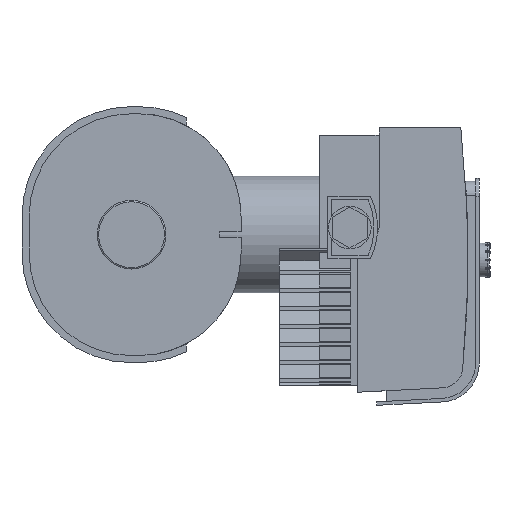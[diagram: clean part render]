
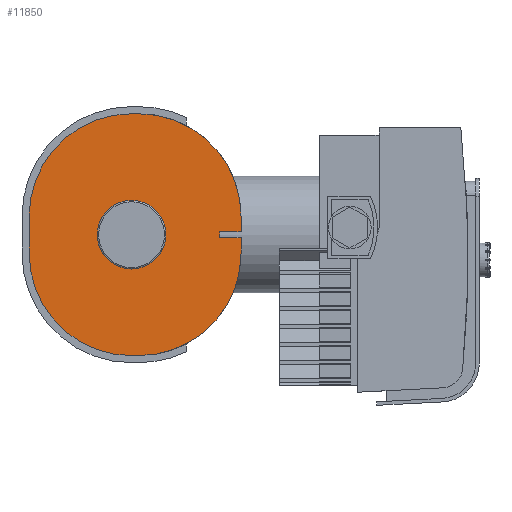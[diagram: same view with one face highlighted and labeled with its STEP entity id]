
A CAD part, left-side view. The second image highlights one B-rep face of the part: STEP entity #11850.
In plain terms, the highlighted planar face has unit normal (-1, 0, 0).
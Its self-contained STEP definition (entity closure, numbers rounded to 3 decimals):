
#526=PLANE('',#12974);
#1162=FACE_OUTER_BOUND('',#1851,.T.);
#1851=EDGE_LOOP('',(#10567,#10568,#10569,#10570,#10571,#10572,#10573,#10574,
#10575,#10576,#10577,#10578));
#3008=LINE('',#19572,#4184);
#3010=LINE('',#19576,#4186);
#3012=LINE('',#19581,#4188);
#3018=LINE('',#19592,#4194);
#3022=LINE('',#19598,#4198);
#3055=LINE('',#19699,#4231);
#3060=LINE('',#19711,#4236);
#3065=LINE('',#19723,#4241);
#4184=VECTOR('',#15932,10.);
#4186=VECTOR('',#15936,10.);
#4188=VECTOR('',#15940,10.);
#4194=VECTOR('',#15950,10.);
#4198=VECTOR('',#15956,10.);
#4231=VECTOR('',#16053,10.);
#4236=VECTOR('',#16068,10.);
#4241=VECTOR('',#16083,10.);
#4799=CIRCLE('',#12919,72.);
#4820=CIRCLE('',#12963,72.);
#4821=CIRCLE('',#12968,72.);
#4822=CIRCLE('',#12973,72.);
#5718=VERTEX_POINT('',#19552);
#5719=VERTEX_POINT('',#19554);
#5726=VERTEX_POINT('',#19570);
#5727=VERTEX_POINT('',#19574);
#5728=VERTEX_POINT('',#19578);
#5729=VERTEX_POINT('',#19580);
#5732=VERTEX_POINT('',#19590);
#5769=VERTEX_POINT('',#19698);
#5770=VERTEX_POINT('',#19704);
#5771=VERTEX_POINT('',#19710);
#5772=VERTEX_POINT('',#19716);
#5773=VERTEX_POINT('',#19722);
#7320=EDGE_CURVE('',#5718,#5719,#4799,.T.);
#7329=EDGE_CURVE('',#5726,#5718,#3008,.T.);
#7331=EDGE_CURVE('',#5726,#5727,#3010,.T.);
#7333=EDGE_CURVE('',#5729,#5728,#3012,.T.);
#7339=EDGE_CURVE('',#5732,#5728,#3018,.T.);
#7343=EDGE_CURVE('',#5727,#5729,#3022,.T.);
#7393=EDGE_CURVE('',#5719,#5769,#3055,.T.);
#7396=EDGE_CURVE('',#5769,#5770,#4820,.T.);
#7399=EDGE_CURVE('',#5770,#5771,#3060,.T.);
#7402=EDGE_CURVE('',#5771,#5772,#4821,.T.);
#7405=EDGE_CURVE('',#5772,#5773,#3065,.T.);
#7409=EDGE_CURVE('',#5773,#5732,#4822,.T.);
#10567=ORIENTED_EDGE('',*,*,#7333,.T.);
#10568=ORIENTED_EDGE('',*,*,#7339,.F.);
#10569=ORIENTED_EDGE('',*,*,#7409,.F.);
#10570=ORIENTED_EDGE('',*,*,#7405,.F.);
#10571=ORIENTED_EDGE('',*,*,#7402,.F.);
#10572=ORIENTED_EDGE('',*,*,#7399,.F.);
#10573=ORIENTED_EDGE('',*,*,#7396,.F.);
#10574=ORIENTED_EDGE('',*,*,#7393,.F.);
#10575=ORIENTED_EDGE('',*,*,#7320,.F.);
#10576=ORIENTED_EDGE('',*,*,#7329,.F.);
#10577=ORIENTED_EDGE('',*,*,#7331,.T.);
#10578=ORIENTED_EDGE('',*,*,#7343,.T.);
#11850=ADVANCED_FACE('',(#1162),#526,.F.);
#12919=AXIS2_PLACEMENT_3D('',#19555,#15917,#15918);
#12963=AXIS2_PLACEMENT_3D('',#19705,#16060,#16061);
#12968=AXIS2_PLACEMENT_3D('',#19717,#16075,#16076);
#12973=AXIS2_PLACEMENT_3D('',#19729,#16091,#16092);
#12974=AXIS2_PLACEMENT_3D('',#19730,#16093,#16094);
#15917=DIRECTION('center_axis',(1.,0.,0.));
#15918=DIRECTION('ref_axis',(0.,-1.,0.));
#15932=DIRECTION('',(0.,0.,-1.));
#15936=DIRECTION('',(0.,1.,0.));
#15940=DIRECTION('',(0.,-1.,0.));
#15950=DIRECTION('',(0.,0.,-1.));
#15956=DIRECTION('',(0.,0.,1.));
#16053=DIRECTION('',(0.,1.,0.));
#16060=DIRECTION('center_axis',(1.,0.,0.));
#16061=DIRECTION('ref_axis',(0.,0.,-1.));
#16068=DIRECTION('',(0.,0.,1.));
#16075=DIRECTION('center_axis',(1.,0.,0.));
#16076=DIRECTION('ref_axis',(0.,1.,0.));
#16083=DIRECTION('',(0.,-1.,0.));
#16091=DIRECTION('center_axis',(1.,0.,0.));
#16092=DIRECTION('ref_axis',(0.,0.,1.));
#16093=DIRECTION('center_axis',(1.,0.,0.));
#16094=DIRECTION('ref_axis',(0.,0.,-1.));
#19552=CARTESIAN_POINT('',(10.,-77.,-13.));
#19554=CARTESIAN_POINT('',(10.,-5.,-85.));
#19555=CARTESIAN_POINT('Origin',(10.,-5.,-13.));
#19570=CARTESIAN_POINT('',(10.,-77.,-2.));
#19572=CARTESIAN_POINT('',(10.,-77.,13.));
#19574=CARTESIAN_POINT('',(10.,-62.,-2.));
#19576=CARTESIAN_POINT('',(10.,-39.75,-2.));
#19578=CARTESIAN_POINT('',(10.,-77.,2.));
#19580=CARTESIAN_POINT('',(10.,-62.,2.));
#19581=CARTESIAN_POINT('',(10.,-39.75,2.));
#19590=CARTESIAN_POINT('',(10.,-77.,13.));
#19592=CARTESIAN_POINT('',(10.,-77.,13.));
#19598=CARTESIAN_POINT('',(10.,-62.,0.));
#19698=CARTESIAN_POINT('',(10.,0.,-85.));
#19699=CARTESIAN_POINT('',(10.,-5.,-85.));
#19704=CARTESIAN_POINT('',(10.,72.,-13.));
#19705=CARTESIAN_POINT('Origin',(10.,0.,-13.));
#19710=CARTESIAN_POINT('',(10.,72.,13.));
#19711=CARTESIAN_POINT('',(10.,72.,-13.));
#19716=CARTESIAN_POINT('',(10.,0.,85.));
#19717=CARTESIAN_POINT('Origin',(10.,0.,13.));
#19722=CARTESIAN_POINT('',(10.,-5.,85.));
#19723=CARTESIAN_POINT('',(10.,0.,85.));
#19729=CARTESIAN_POINT('Origin',(10.,-5.,13.));
#19730=CARTESIAN_POINT('Origin',(10.,-2.5,0.));
